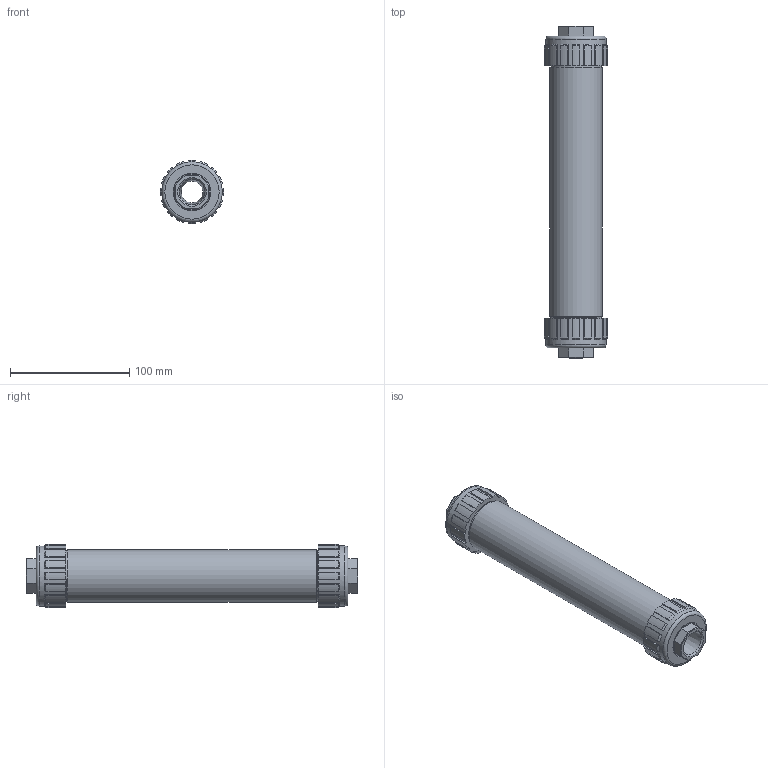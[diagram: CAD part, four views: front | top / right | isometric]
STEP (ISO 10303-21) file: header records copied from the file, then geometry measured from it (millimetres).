
FILE_DESCRIPTION((''),'2;1');
FILE_NAME('CVG-100-PVC-50N_R5.iam.stp','2016-10-28T12:27:30',(''),(''),'Autodesk Inventor 2009','Autodesk Inventor 2009','');
FILE_SCHEMA(('AUTOMOTIVE_DESIGN { 1 0 10303 214 1 1 1 1 }'));
Length unit declared in the file: inch
Products named in the file (5): CVG-100-PVC-50N_R5; CVG-3-100-POLY-NPT-50_R11; CVG-6-100; CVG-1-100-A_R0; CVG-2-100_R5
Assembly tree (6 placements, depth 2):
  CVG-100-PVC-50N_R5
    CVG-3-100-POLY-NPT-50_R11  x2
    CVG-6-100  x2
    CVG-1-100-A_R0
    CVG-2-100_R5
Bounding box: 53.04 x 278.38 x 53.04 mm (x, y, z)
Volume: 231775.5 mm3; surface area: 143509.2 mm2
Topology: 6 solids, 6 shells, 322 faces, 762 edges, 466 vertices
Faces by surface type: bspline 156, plane 102, cylinder 40, cone 24
Full cylindrical faces by diameter (mm): 17.856 x2, 23.038 x2, 27.203 x1, 29.997 x1, 30.48 x2, 31.115 x2, 33.02 x2, 34.544 x4, 35.56 x1, 38.1 x2, 44.45 x1
Entity records: 13591 total; most frequent: CARTESIAN_POINT 9793, ORIENTED_EDGE 730, DIRECTION 696, EDGE_CURVE 365, AXIS2_PLACEMENT_3D 257, VERTEX_POINT 255, EDGE_LOOP 244, VECTOR 182
